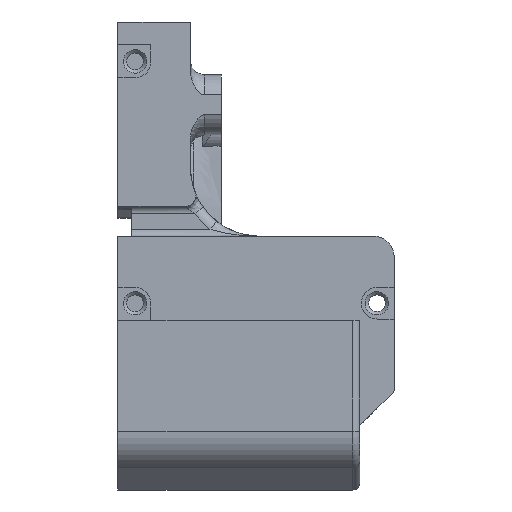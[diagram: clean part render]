
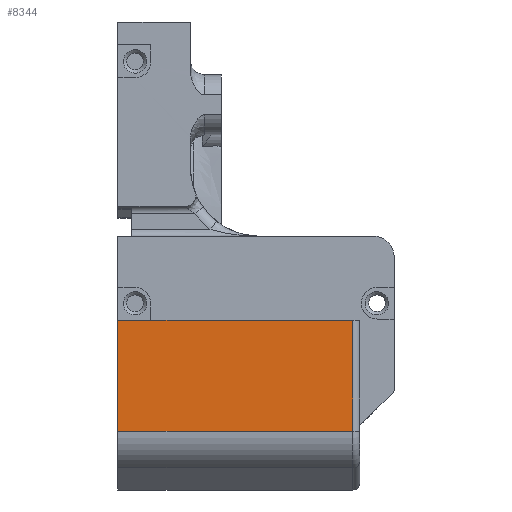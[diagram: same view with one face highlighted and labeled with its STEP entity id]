
A CAD part, front view. The second image highlights one B-rep face of the part: STEP entity #8344.
In plain terms, the highlighted planar face has unit normal (0, -1, 0).
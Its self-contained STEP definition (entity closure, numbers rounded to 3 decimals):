
#301=LINE('',#13258,#871);
#532=LINE('',#17027,#1102);
#562=LINE('',#17113,#1132);
#675=LINE('',#19396,#1245);
#871=VECTOR('',#9375,10.);
#1102=VECTOR('',#9956,10.);
#1132=VECTOR('',#10048,10.);
#1245=VECTOR('',#10485,10.);
#1838=PLANE('',#8986);
#2154=FACE_OUTER_BOUND('',#2643,.T.);
#2643=EDGE_LOOP('',(#6853,#6854,#6855,#6856));
#3336=VERTEX_POINT('',#13255);
#3337=VERTEX_POINT('',#13257);
#3752=VERTEX_POINT('',#17025);
#3777=VERTEX_POINT('',#17112);
#4204=EDGE_CURVE('',#3336,#3337,#301,.T.);
#4716=EDGE_CURVE('',#3752,#3336,#532,.T.);
#4758=EDGE_CURVE('',#3777,#3752,#562,.T.);
#5042=EDGE_CURVE('',#3777,#3337,#675,.T.);
#6853=ORIENTED_EDGE('',*,*,#4204,.F.);
#6854=ORIENTED_EDGE('',*,*,#4716,.F.);
#6855=ORIENTED_EDGE('',*,*,#4758,.F.);
#6856=ORIENTED_EDGE('',*,*,#5042,.T.);
#8344=ADVANCED_FACE('',(#2154),#1838,.T.);
#8986=AXIS2_PLACEMENT_3D('',#19395,#10483,#10484);
#9375=DIRECTION('',(0.,0.,1.));
#9956=DIRECTION('',(-1.,0.,0.));
#10048=DIRECTION('',(0.,0.,-1.));
#10483=DIRECTION('center_axis',(0.,-1.,0.));
#10484=DIRECTION('ref_axis',(0.,0.,
-1.));
#10485=DIRECTION('',(-1.,0.,0.));
#13255=CARTESIAN_POINT('',(-23.998,-35.804,-52.224));
#13257=CARTESIAN_POINT('',(-23.998,-35.804,-36.2));
#13258=CARTESIAN_POINT('',(-23.998,-35.804,-28.65));
#17025=CARTESIAN_POINT('',(10.002,-35.804,-52.224));
#17027=CARTESIAN_POINT('',(-23.998,-35.804,-52.224));
#17112=CARTESIAN_POINT('',(10.002,-35.804,-36.2));
#17113=CARTESIAN_POINT('',(10.002,-35.804,-39.025));
#19395=CARTESIAN_POINT('Origin',(-23.998,-35.804,-34.5));
#19396=CARTESIAN_POINT('',(-25.748,-35.804,-36.2));
